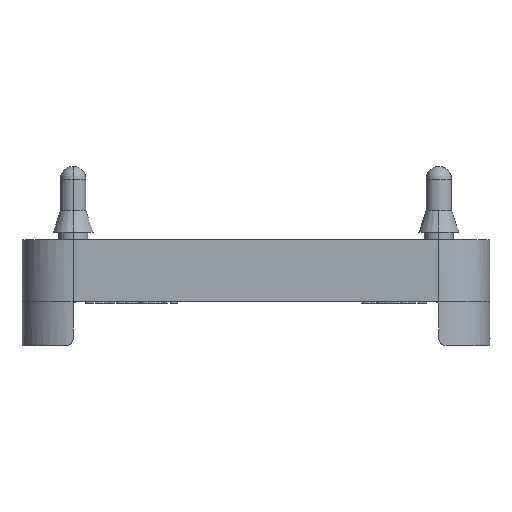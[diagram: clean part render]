
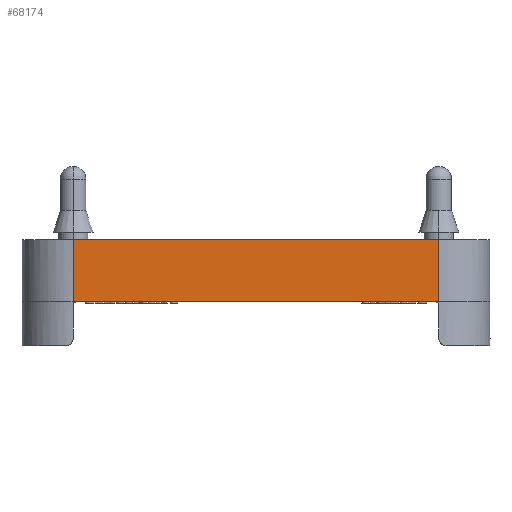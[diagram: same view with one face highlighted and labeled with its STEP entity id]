
A CAD part, left-side view. The second image highlights one B-rep face of the part: STEP entity #68174.
In plain terms, the highlighted planar face has unit normal (-1, 0, 0).
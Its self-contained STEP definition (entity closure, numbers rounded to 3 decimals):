
#943=CARTESIAN_POINT('',(-32.0,24.963,-2.0));
#944=VERTEX_POINT('',#943);
#3777=CARTESIAN_POINT('',(-32.,-24.963,-2.0));
#3778=VERTEX_POINT('',#3777);
#3786=CARTESIAN_POINT('',(-32.0,24.963,-2.0));
#3787=DIRECTION('',(0.0,-1.0,0.0));
#3788=VECTOR('',#3787,49.925);
#3789=LINE('',#3786,#3788);
#3790=EDGE_CURVE('',#944,#3778,#3789,.T.);
#67143=CARTESIAN_POINT('',(-32.,-25.0,-2.0));
#67144=VERTEX_POINT('',#67143);
#67154=CARTESIAN_POINT('',(-32.,-24.963,-2.0));
#67155=DIRECTION('',(0.0,-1.0,0.0));
#67156=VECTOR('',#67155,0.037);
#67157=LINE('',#67154,#67156);
#67158=EDGE_CURVE('',#3778,#67144,#67157,.T.);
#67221=CARTESIAN_POINT('',(-32.0,25.0,-2.0));
#67222=VERTEX_POINT('',#67221);
#67238=CARTESIAN_POINT('',(-32.0,25.0,-2.0));
#67239=DIRECTION('',(0.0,-1.0,0.0));
#67240=VECTOR('',#67239,0.037);
#67241=LINE('',#67238,#67240);
#67242=EDGE_CURVE('',#67222,#944,#67241,.T.);
#68142=CARTESIAN_POINT('',(-32.,-25.0,-2.0));
#68143=DIRECTION('',(-1.0,0.0,0.0));
#68144=DIRECTION('',(0.0,0.0,1.0));
#68145=AXIS2_PLACEMENT_3D('',#68142,#68143,#68144);
#68146=PLANE('',#68145);
#68147=CARTESIAN_POINT('',(-32.,-25.0,6.5));
#68148=VERTEX_POINT('',#68147);
#68149=CARTESIAN_POINT('',(-32.,-25.0,-2.0));
#68150=DIRECTION('',(0.0,0.0,1.0));
#68151=VECTOR('',#68150,8.5);
#68152=LINE('',#68149,#68151);
#68153=EDGE_CURVE('',#67144,#68148,#68152,.T.);
#68154=ORIENTED_EDGE('',*,*,#68153,.T.);
#68155=CARTESIAN_POINT('',(-32.0,25.0,6.5));
#68156=VERTEX_POINT('',#68155);
#68157=CARTESIAN_POINT('',(-32.,-25.0,6.5));
#68158=DIRECTION('',(0.0,1.0,0.0));
#68159=VECTOR('',#68158,50.0);
#68160=LINE('',#68157,#68159);
#68161=EDGE_CURVE('',#68148,#68156,#68160,.T.);
#68162=ORIENTED_EDGE('',*,*,#68161,.T.);
#68163=CARTESIAN_POINT('',(-32.0,25.0,-2.0));
#68164=DIRECTION('',(0.0,0.0,1.0));
#68165=VECTOR('',#68164,8.5);
#68166=LINE('',#68163,#68165);
#68167=EDGE_CURVE('',#67222,#68156,#68166,.T.);
#68168=ORIENTED_EDGE('',*,*,#68167,.F.);
#68169=ORIENTED_EDGE('',*,*,#67242,.T.);
#68170=ORIENTED_EDGE('',*,*,#3790,.T.);
#68171=ORIENTED_EDGE('',*,*,#67158,.T.);
#68172=EDGE_LOOP('',(#68154,#68162,#68168,#68169,#68170,#68171));
#68173=FACE_OUTER_BOUND('',#68172,.T.);
#68174=ADVANCED_FACE('',(#68173),#68146,.T.);
